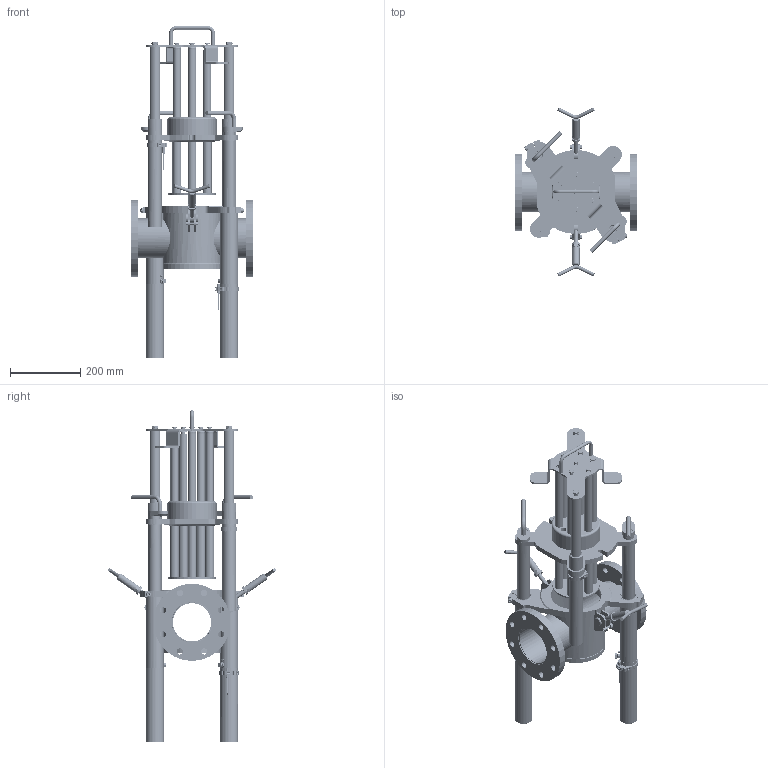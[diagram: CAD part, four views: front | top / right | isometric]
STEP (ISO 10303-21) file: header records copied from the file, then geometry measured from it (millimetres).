
FILE_DESCRIPTION(/* description */ (''),/* implementation_level */ '2;1');
FILE_NAME(/* name */ 'SSFNG10038 C.stp',/* time_stamp */ '2024-10-28T10:17:41+01:00',/* author */ ('lh'),/* organization */ (''),/* preprocessor_version */ 'ST-DEVELOPER v18.1',/* originating_system */ 'Autodesk Inventor 2021',/* authorisation */ '');
FILE_SCHEMA (('AUTOMOTIVE_DESIGN { 1 0 10303 214 3 1 1 }'));
Products named in the file (1): Part1
Bounding box: 350 x 481.49 x 948.5 mm (x, y, z)
Volume: 6213165.4 mm3; surface area: 1898060.1 mm2
Topology: 11 solids, 103 shells, 4592 faces, 9777 edges, 6400 vertices
Faces by surface type: cylinder 2193, plane 1879, cone 342, torus 98, bspline 80
Full cylindrical faces by diameter (mm): 0.1 x824, 2.5 x4, 3 x4, 3.1 x4, 4.134 x4, 4.2 x2, 4.9 x2, 4.917 x4, 5 x2, 5.459 x2, 6 x10, 6.2 x2, 6.35 x4, 6.5 x2, 6.647 x11, 6.928 x2, 7 x4, 7.323 x7, 8 x10, 8.376 x4, 8.4 x7, 8.7 x2, 8.8 x2, 9 x6, 9.188 x2, 10 x18, 10.1 x7, 10.5 x2, 11 x4, 11.053 x2
Entity records: 136431 total; most frequent: CARTESIAN_POINT 28966, DIRECTION 23046, ORIENTED_EDGE 19502, EDGE_CURVE 9751, AXIS2_PLACEMENT_3D 9598, VERTEX_POINT 6404, EDGE_LOOP 5827, CIRCLE 4975
